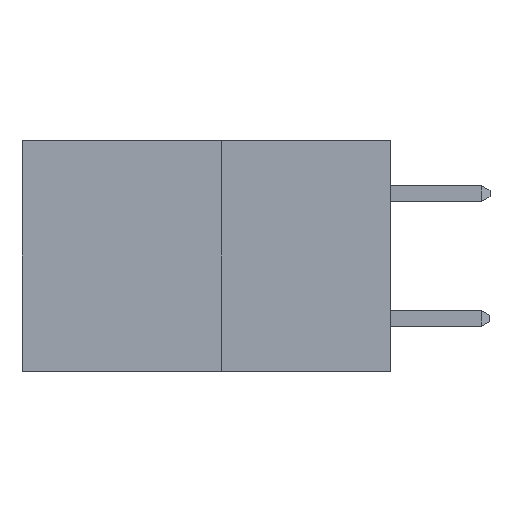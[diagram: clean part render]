
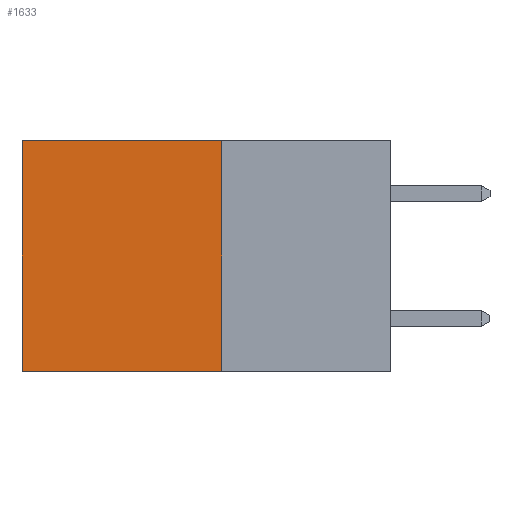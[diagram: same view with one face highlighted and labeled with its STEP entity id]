
A CAD part, left-side view. The second image highlights one B-rep face of the part: STEP entity #1633.
In plain terms, the highlighted planar face has unit normal (-1, 0, 0).
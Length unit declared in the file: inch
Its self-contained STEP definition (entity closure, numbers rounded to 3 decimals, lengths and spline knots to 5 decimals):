
#20 = VERTEX_POINT ( 'NONE', #5150 ) ;
#391 = CARTESIAN_POINT ( 'NONE',  ( 0.277, 0.59, 0. ) ) ;
#847 = CARTESIAN_POINT ( 'NONE',  ( 0.277, 0.27, -0.37 ) ) ;
#914 = LINE ( 'NONE', #7275, #1116 ) ;
#969 = DIRECTION ( 'NONE',  ( 0., 1., 0. ) ) ;
#980 = VERTEX_POINT ( 'NONE', #2119 ) ;
#1116 = VECTOR ( 'NONE', #7329, 39.37008 ) ;
#1495 = VERTEX_POINT ( 'NONE', #5234 ) ;
#1633 = ADVANCED_FACE ( 'NONE', ( #3602 ), #5844, .F. ) ;
#2090 = LINE ( 'NONE', #5161, #5401 ) ;
#2119 = CARTESIAN_POINT ( 'NONE',  ( 0.277, 0.59, -0.37 ) ) ;
#2600 = EDGE_CURVE ( 'NONE', #20, #1495, #6166, .T. ) ;
#2821 = ORIENTED_EDGE ( 'NONE', *, *, #4393, .T. ) ;
#3117 = EDGE_CURVE ( 'NONE', #5675, #980, #2090, .T. ) ;
#3129 = AXIS2_PLACEMENT_3D ( 'NONE', #5805, #5907, #5885 ) ;
#3306 = DIRECTION ( 'NONE',  ( 0., 0., -1. ) ) ;
#3602 = FACE_OUTER_BOUND ( 'NONE', #4884, .T. ) ;
#4290 = ORIENTED_EDGE ( 'NONE', *, *, #2600, .F. ) ;
#4393 = EDGE_CURVE ( 'NONE', #20, #5675, #914, .T. ) ;
#4884 = EDGE_LOOP ( 'NONE', ( #5718, #7465, #4290, #2821 ) ) ;
#5138 = DIRECTION ( 'NONE',  ( 0., 0., -1. ) ) ;
#5150 = CARTESIAN_POINT ( 'NONE',  ( 0.277, 0.27, 0. ) ) ;
#5161 = CARTESIAN_POINT ( 'NONE',  ( 0.277, 0.59, -0.37 ) ) ;
#5234 = CARTESIAN_POINT ( 'NONE',  ( 0.277, 0.27, -0.37 ) ) ;
#5401 = VECTOR ( 'NONE', #5138, 39.37008 ) ;
#5566 = EDGE_CURVE ( 'NONE', #1495, #980, #7522, .T. ) ;
#5597 = VECTOR ( 'NONE', #969, 39.37008 ) ;
#5675 = VERTEX_POINT ( 'NONE', #391 ) ;
#5718 = ORIENTED_EDGE ( 'NONE', *, *, #3117, .T. ) ;
#5805 = CARTESIAN_POINT ( 'NONE',  ( 0.277, 0.27, -0.37 ) ) ;
#5844 = PLANE ( 'NONE',  #3129 ) ;
#5885 = DIRECTION ( 'NONE',  ( 0., 0., -1. ) ) ;
#5907 = DIRECTION ( 'NONE',  ( 1., 0., 0. ) ) ;
#6166 = LINE ( 'NONE', #6612, #7526 ) ;
#6612 = CARTESIAN_POINT ( 'NONE',  ( 0.277, 0.27, -0.37 ) ) ;
#7275 = CARTESIAN_POINT ( 'NONE',  ( 0.277, 0.27, 0. ) ) ;
#7329 = DIRECTION ( 'NONE',  ( 0., 1., 0. ) ) ;
#7465 = ORIENTED_EDGE ( 'NONE', *, *, #5566, .F. ) ;
#7522 = LINE ( 'NONE', #847, #5597 ) ;
#7526 = VECTOR ( 'NONE', #3306, 39.37008 ) ;
